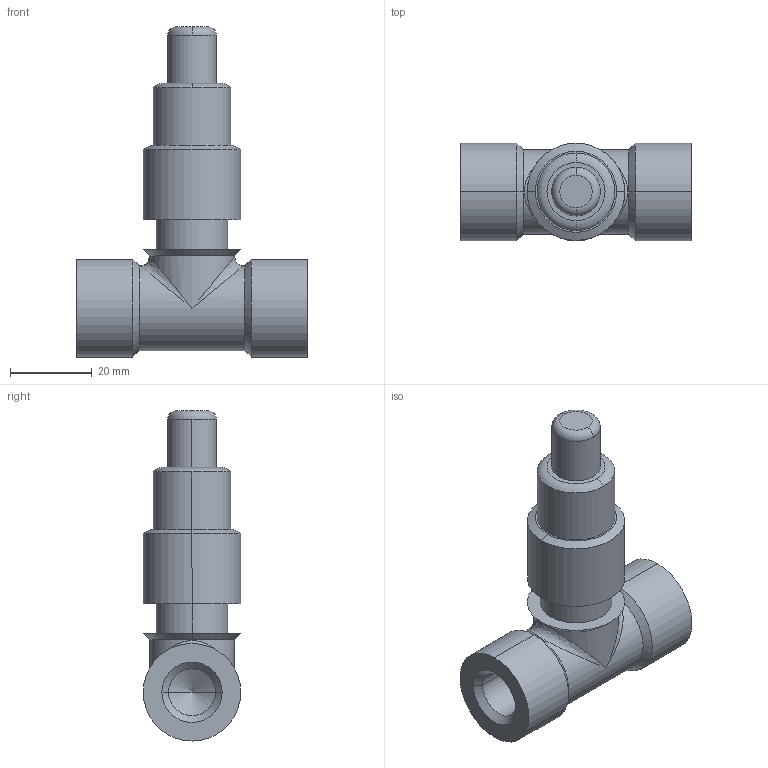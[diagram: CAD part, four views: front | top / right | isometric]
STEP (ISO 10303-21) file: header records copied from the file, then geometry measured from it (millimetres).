
FILE_DESCRIPTION(/* description */ (''),/* implementation_level */ '2;1');
FILE_NAME(/* name */ 'H957C.stp',/* time_stamp */ '2018-12-31T10:14:22-06:00',/* author */ ('kruffolo'),/* organization */ (''),/* preprocessor_version */ 'ST-DEVELOPER v15.5',/* originating_system */ 'AutoCAD Mechanical',/* authorisation */ '');
FILE_SCHEMA (('AUTOMOTIVE_DESIGN { 1 0 10303 214 3 1 1 }'));
Length unit declared in the file: inch
Products named in the file (2): H957C; Product
Bounding box: 56.39 x 23.88 x 80.77 mm (x, y, z)
Surface area: 10297.6 mm2 (no closed solid volume)
Topology: 0 solids, 49 shells, 49 faces, 219 edges, 214 vertices
Faces by surface type: cylinder 16, bspline 14, cone 8, plane 7, torus 4
Entity records: 2833 total; most frequent: CARTESIAN_POINT 935, DIRECTION 423, VERTEX_POINT 210, EDGE_CURVE 210, ORIENTED_EDGE 210, AXIS2_PLACEMENT_3D 174, CIRCLE 120, LINE 75
